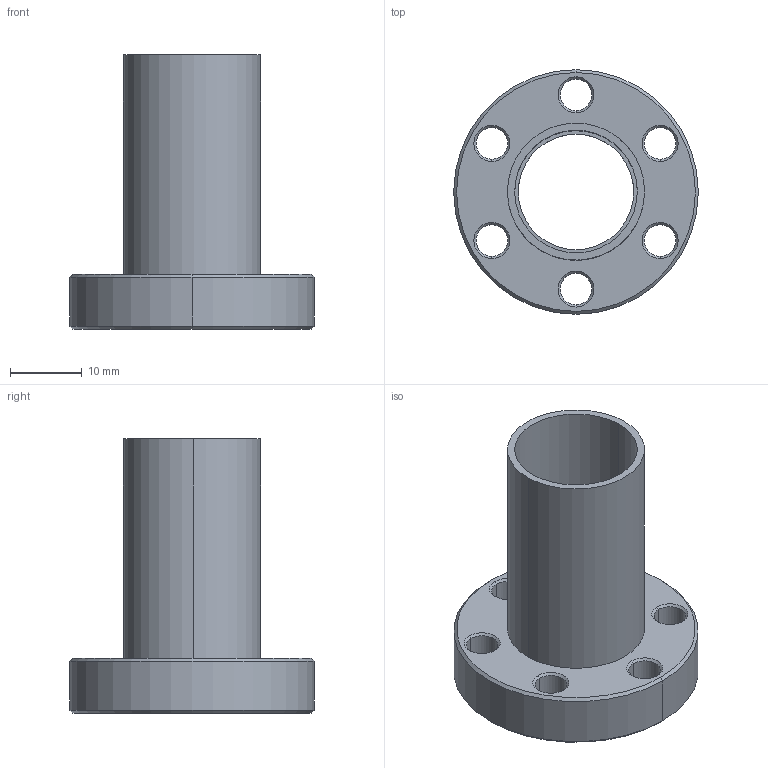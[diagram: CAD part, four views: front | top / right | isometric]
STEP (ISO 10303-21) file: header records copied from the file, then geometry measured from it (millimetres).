
FILE_DESCRIPTION (( 'STEP AP214' ), '1' );
FILE_NAME ('Hositrad_FO16-19-HalfNipple.STEP', '2017-05-08T08:02:30', ( 'Gebruiker' ), ( '' ), 'SwSTEP 2.0', 'SolidWorks 2017', '' );
FILE_SCHEMA (( 'AUTOMOTIVE_DESIGN' ));
Length unit declared in the file: millimetre
Products named in the file (3): FO-tubes-all_FO16-19; FO-16-Outer-All_FO16-19; Hositrad_FO16-19-HalfNipple
Assembly tree (2 placements, depth 2):
  Hositrad_FO16-19-HalfNipple
    FO-16-Outer-All_FO16-19
    FO-tubes-all_FO16-19
Bounding box: 34 x 34 x 38.1 mm (x, y, z)
Volume: 6139.5 mm3; surface area: 6954.2 mm2
Topology: 2 solids, 2 shells, 62 faces, 136 edges, 80 vertices
Faces by surface type: cone 32, cylinder 24, plane 6
Entity records: 1846 total; most frequent: DIRECTION 350, CARTESIAN_POINT 283, ORIENTED_EDGE 272, AXIS2_PLACEMENT_3D 147, EDGE_CURVE 136, EDGE_LOOP 80, CIRCLE 80, VERTEX_POINT 80
